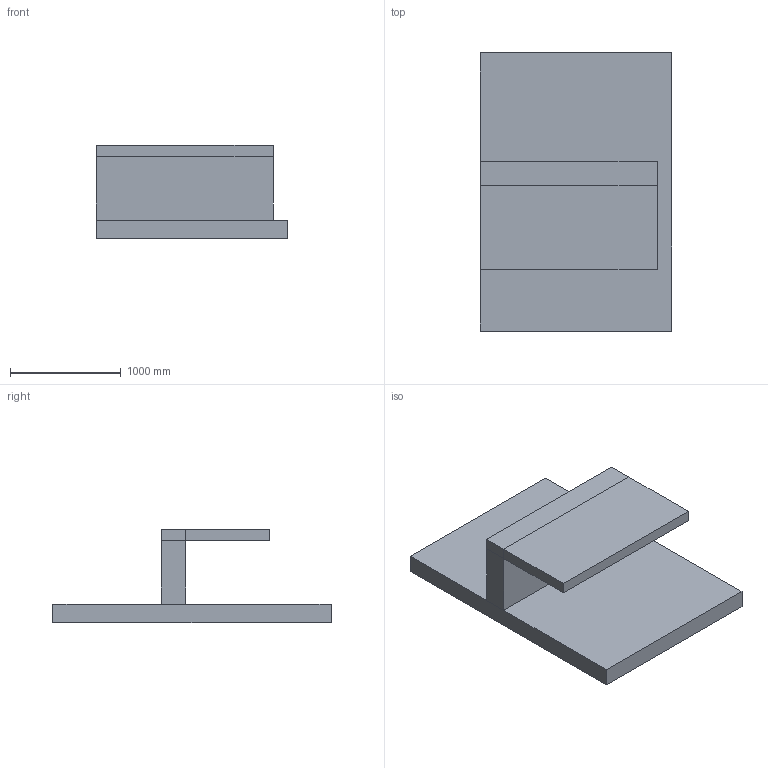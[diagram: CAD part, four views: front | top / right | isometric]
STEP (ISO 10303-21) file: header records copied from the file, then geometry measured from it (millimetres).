
FILE_DESCRIPTION(/* description */ (''),/* implementation_level */ '2;1');
FILE_NAME(/* name */ 'env_col_chapeau',/* time_stamp */ '2023-06-13T14:15:58+02:00',/* author */ (''),/* organization */ (''),/* preprocessor_version */ 'ST-DEVELOPER v16.5',/* originating_system */ 'Rhino 7.22',/* authorisation */ '');
FILE_SCHEMA (('CONFIG_CONTROL_DESIGN'));
Length unit declared in the file: millimetre
Products named in the file (1): Document
Bounding box: 1730.88 x 2514.31 x 844.94 mm (x, y, z)
Volume: 1093491398.7 mm3; surface area: 15182538.3 mm2
Topology: 1 solids, 1 shells, 19 faces, 41 edges, 25 vertices
Faces by surface type: plane 19
Entity records: 529 total; most frequent: CARTESIAN_POINT 129, ORIENTED_EDGE 82, EDGE_CURVE 41, B_SPLINE_CURVE_WITH_KNOTS 41, DIRECTION 25, VERTEX_POINT 24, AXIS2_PLACEMENT_3D 22, ADVANCED_FACE 19
